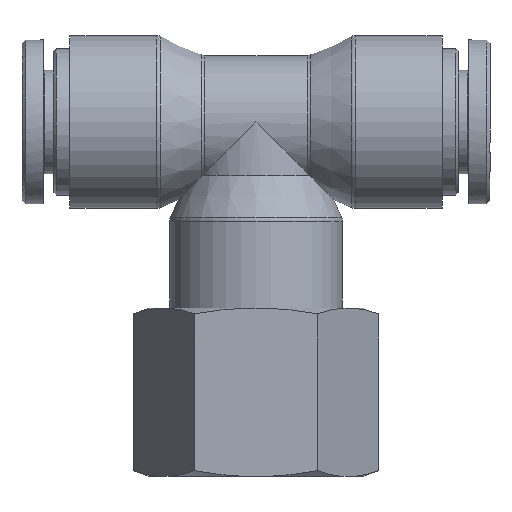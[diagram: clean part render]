
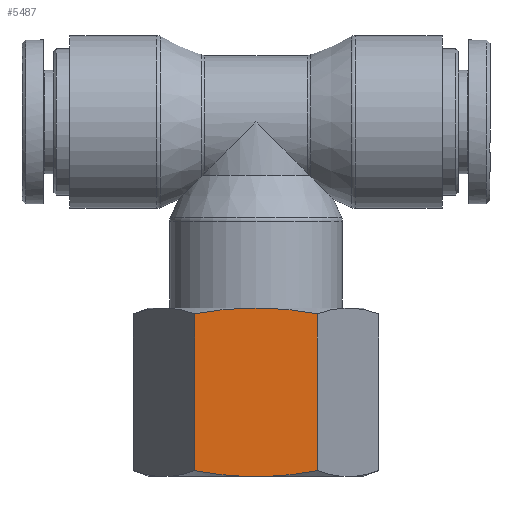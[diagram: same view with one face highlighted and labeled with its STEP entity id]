
A CAD part, front view. The second image highlights one B-rep face of the part: STEP entity #5487.
In plain terms, the highlighted face is planar.
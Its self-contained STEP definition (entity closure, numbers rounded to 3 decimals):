
#4694=CARTESIAN_POINT('',(-33.3,10.975,4.991));
#4695=VERTEX_POINT('',#4694);
#4781=CARTESIAN_POINT('',(-33.3,9.81,7.009));
#4782=VERTEX_POINT('',#4781);
#4790=CARTESIAN_POINT('',(-33.3,10.975,4.991));
#4791=DIRECTION('',(0.0,-0.5,0.866));
#4792=VECTOR('',#4791,2.33);
#4793=LINE('',#4790,#4792);
#4794=EDGE_CURVE('',#4695,#4782,#4793,.T.);
#4921=CARTESIAN_POINT('',(-32.645,6.928,12.));
#4922=VERTEX_POINT('',#4921);
#4936=CARTESIAN_POINT('',(-33.3,9.81,7.009));
#4937=CARTESIAN_POINT('',(-33.206,8.469,9.331));
#4938=CARTESIAN_POINT('',(-32.645,6.928,12.));
#4946=(BOUNDED_CURVE()B_SPLINE_CURVE(2,(#4936,#4937,#4938),.UNSPECIFIED.,.F.,.U.)B_SPLINE_CURVE_WITH_KNOTS((3,3),(0.0,0.596),.UNSPECIFIED.)CURVE()GEOMETRIC_REPRESENTATION_ITEM()RATIONAL_B_SPLINE_CURVE((1.0,1.032,1.012))REPRESENTATION_ITEM(''));
#4947=EDGE_CURVE('',#4782,#4922,#4946,.T.);
#5032=CARTESIAN_POINT('',(-32.645,13.856,0.));
#5033=VERTEX_POINT('',#5032);
#5034=CARTESIAN_POINT('',(-32.645,13.856,0.));
#5035=CARTESIAN_POINT('',(-33.206,12.315,2.669));
#5036=CARTESIAN_POINT('',(-33.3,10.975,4.991));
#5044=(BOUNDED_CURVE()B_SPLINE_CURVE(2,(#5034,#5035,#5036),.UNSPECIFIED.,.F.,.U.)B_SPLINE_CURVE_WITH_KNOTS((3,3),(0.141,0.737),.UNSPECIFIED.)CURVE()GEOMETRIC_REPRESENTATION_ITEM()RATIONAL_B_SPLINE_CURVE((1.012,1.032,1.0))REPRESENTATION_ITEM(''));
#5045=EDGE_CURVE('',#5033,#4695,#5044,.T.);
#5118=CARTESIAN_POINT('',(-14.955,6.928,12.));
#5119=VERTEX_POINT('',#5118);
#5133=CARTESIAN_POINT('',(-14.3,9.81,7.009));
#5134=VERTEX_POINT('',#5133);
#5142=CARTESIAN_POINT('',(-14.955,6.928,12.));
#5143=CARTESIAN_POINT('',(-14.394,8.469,9.331));
#5144=CARTESIAN_POINT('',(-14.3,9.81,7.009));
#5152=(BOUNDED_CURVE()B_SPLINE_CURVE(2,(#5142,#5143,#5144),.UNSPECIFIED.,.F.,.U.)B_SPLINE_CURVE_WITH_KNOTS((3,3),(0.141,0.737),.UNSPECIFIED.)CURVE()GEOMETRIC_REPRESENTATION_ITEM()RATIONAL_B_SPLINE_CURVE((1.012,1.032,1.0))REPRESENTATION_ITEM(''));
#5153=EDGE_CURVE('',#5119,#5134,#5152,.T.);
#5163=CARTESIAN_POINT('',(-14.3,10.975,4.991));
#5164=VERTEX_POINT('',#5163);
#5165=CARTESIAN_POINT('',(-14.955,13.856,0.));
#5166=VERTEX_POINT('',#5165);
#5167=CARTESIAN_POINT('',(-14.3,10.975,4.991));
#5168=CARTESIAN_POINT('',(-14.394,12.315,2.669));
#5169=CARTESIAN_POINT('',(-14.955,13.856,0.));
#5177=(BOUNDED_CURVE()B_SPLINE_CURVE(2,(#5167,#5168,#5169),.UNSPECIFIED.,.F.,.U.)B_SPLINE_CURVE_WITH_KNOTS((3,3),(0.0,0.596),.UNSPECIFIED.)CURVE()GEOMETRIC_REPRESENTATION_ITEM()RATIONAL_B_SPLINE_CURVE((1.0,1.032,1.012))REPRESENTATION_ITEM(''));
#5178=EDGE_CURVE('',#5164,#5166,#5177,.T.);
#5359=CARTESIAN_POINT('',(-14.3,9.81,7.009));
#5360=DIRECTION('',(0.0,0.5,-0.866));
#5361=VECTOR('',#5360,2.33);
#5362=LINE('',#5359,#5361);
#5363=EDGE_CURVE('',#5134,#5164,#5362,.T.);
#5405=CARTESIAN_POINT('',(-14.955,13.856,0.));
#5406=DIRECTION('',(-1.0,0.0,0.0));
#5407=VECTOR('',#5406,17.69);
#5408=LINE('',#5405,#5407);
#5409=EDGE_CURVE('',#5166,#5033,#5408,.T.);
#5467=CARTESIAN_POINT('',(-14.3,6.928,12.));
#5468=DIRECTION('',(0.,0.866,0.5));
#5469=DIRECTION('',(0.,0.5,-0.866));
#5470=AXIS2_PLACEMENT_3D('',#5467,#5468,#5469);
#5471=PLANE('',#5470);
#5472=ORIENTED_EDGE('',*,*,#5045,.T.);
#5473=ORIENTED_EDGE('',*,*,#4794,.T.);
#5474=ORIENTED_EDGE('',*,*,#4947,.T.);
#5475=CARTESIAN_POINT('',(-14.955,6.928,12.));
#5476=DIRECTION('',(-1.0,0.0,0.0));
#5477=VECTOR('',#5476,17.69);
#5478=LINE('',#5475,#5477);
#5479=EDGE_CURVE('',#5119,#4922,#5478,.T.);
#5480=ORIENTED_EDGE('',*,*,#5479,.F.);
#5481=ORIENTED_EDGE('',*,*,#5153,.T.);
#5482=ORIENTED_EDGE('',*,*,#5363,.T.);
#5483=ORIENTED_EDGE('',*,*,#5178,.T.);
#5484=ORIENTED_EDGE('',*,*,#5409,.T.);
#5485=EDGE_LOOP('',(#5472,#5473,#5474,#5480,#5481,#5482,#5483,#5484));
#5486=FACE_OUTER_BOUND('',#5485,.T.);
#5487=ADVANCED_FACE('',(#5486),#5471,.T.);
